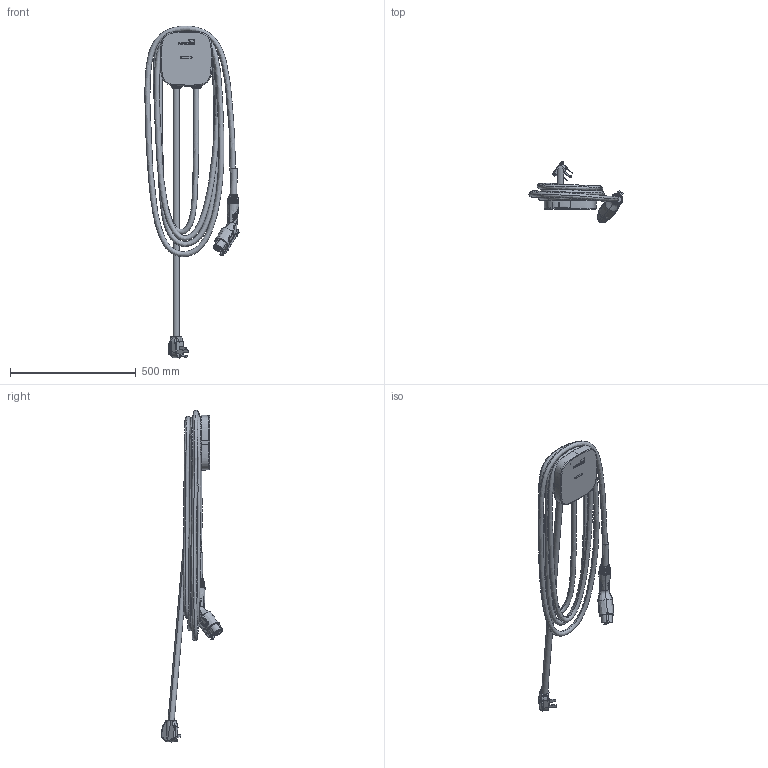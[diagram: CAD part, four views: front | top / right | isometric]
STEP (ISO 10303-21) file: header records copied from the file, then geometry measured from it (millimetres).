
FILE_DESCRIPTION (( 'STEP AP214' ), '1' );
FILE_NAME ('ORC4332-M01.STEP', '2024-02-27T21:29:28', ( '' ), ( '' ), 'SwSTEP 2.0', 'SolidWorks 2020', '' );
FILE_SCHEMA (( 'AUTOMOTIVE_DESIGN' ));
Length unit declared in the file: inch
Products named in the file (1): ORC4332-M01
Bounding box: 375.14 x 244.08 x 1321.2 mm (x, y, z)
Surface area: 890605.9 mm2 (no closed solid volume)
Topology: 0 solids, 81 shells, 923 faces, 3638 edges, 2702 vertices
Faces by surface type: bspline 307, plane 292, cylinder 237, cone 59, torus 24, sphere 4
Entity records: 126361 total; most frequent: CARTESIAN_POINT 89382, ORIENTED_EDGE 5231, EDGE_CURVE 3636, DIRECTION 3624, VERTEX_POINT 2702, B_SPLINE_CURVE_WITH_KNOTS 1775, AXIS2_PLACEMENT_3D 1253, LINE 1118
